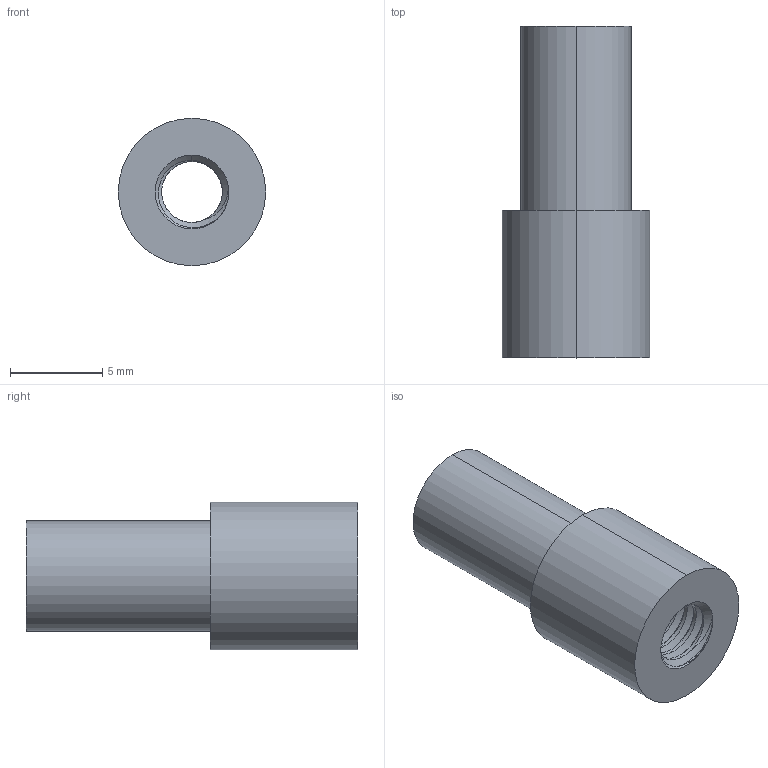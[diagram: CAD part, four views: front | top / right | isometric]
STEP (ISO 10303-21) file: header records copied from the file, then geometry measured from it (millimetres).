
FILE_DESCRIPTION (( 'STEP AP203' ), '1' );
FILE_NAME ('1503-6100-8080.STEP', '2018-01-18T17:33:42', ( '' ), ( '' ), 'SwSTEP 2.0', 'SolidWorks 2016', '' );
FILE_SCHEMA (( 'CONFIG_CONTROL_DESIGN' ));
Length unit declared in the file: millimetre
Products named in the file (1): 1503-6100-8080
Bounding box: 8 x 18 x 8 mm (x, y, z)
Volume: 501 mm3; surface area: 787.5 mm2
Topology: 1 solids, 1 shells, 119 faces, 343 edges, 227 vertices
Faces by surface type: cylinder 108, cone 6, plane 3, bspline 2
Entity records: 7153 total; most frequent: CARTESIAN_POINT 4572, ORIENTED_EDGE 686, DIRECTION 382, EDGE_CURVE 343, VERTEX_POINT 227, AXIS2_PLACEMENT_3D 136, EDGE_LOOP 122, ADVANCED_FACE 119
